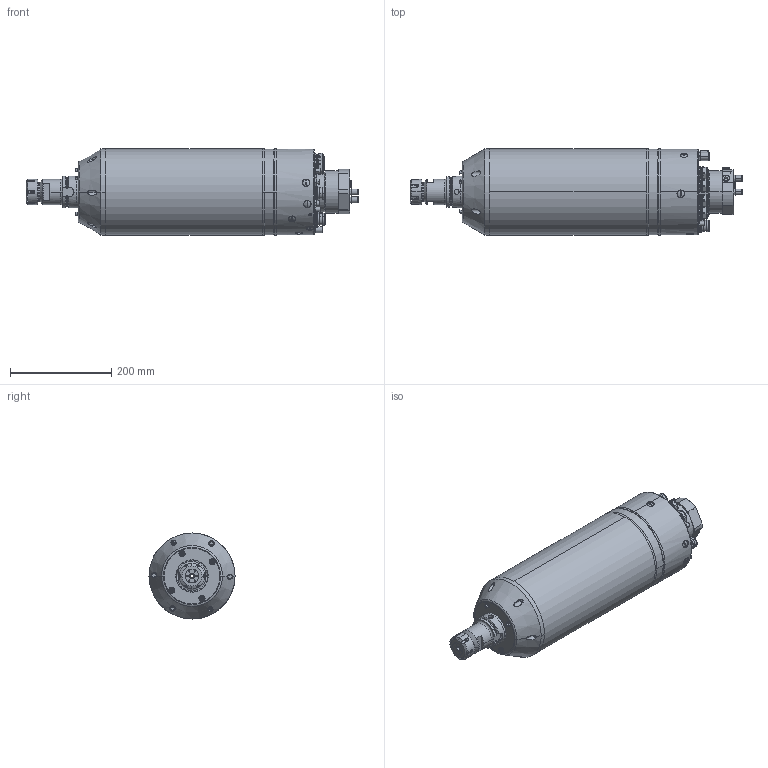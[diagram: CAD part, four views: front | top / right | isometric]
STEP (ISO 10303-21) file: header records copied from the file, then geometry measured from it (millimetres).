
FILE_DESCRIPTION (( 'STEP AP203' ), '1' );
FILE_NAME ('170AI20HIK-02-.STEP', '2010-12-07T10:33:16', ( 'IBAGCAD_7' ), ( 'IBAG Switzerland AG' ), 'SwSTEP 2.0', 'SolidWorks 2010', '' );
FILE_SCHEMA (( 'CONFIG_CONTROL_DESIGN' ));
Length unit declared in the file: millimetre
Products named in the file (1): 170AI20HIK-02-
Bounding box: 655.82 x 170 x 170 mm (x, y, z)
Surface area: 437525.2 mm2 (no closed solid volume)
Topology: 0 solids, 129 shells, 1309 faces, 3951 edges, 2754 vertices
Faces by surface type: cylinder 544, plane 530, torus 105, cone 94, sphere 24, bspline 12
Entity records: 47093 total; most frequent: CARTESIAN_POINT 10941, DIRECTION 8182, ORIENTED_EDGE 6374, EDGE_CURVE 3901, AXIS2_PLACEMENT_3D 3183, VERTEX_POINT 2742, CIRCLE 1885, VECTOR 1816
